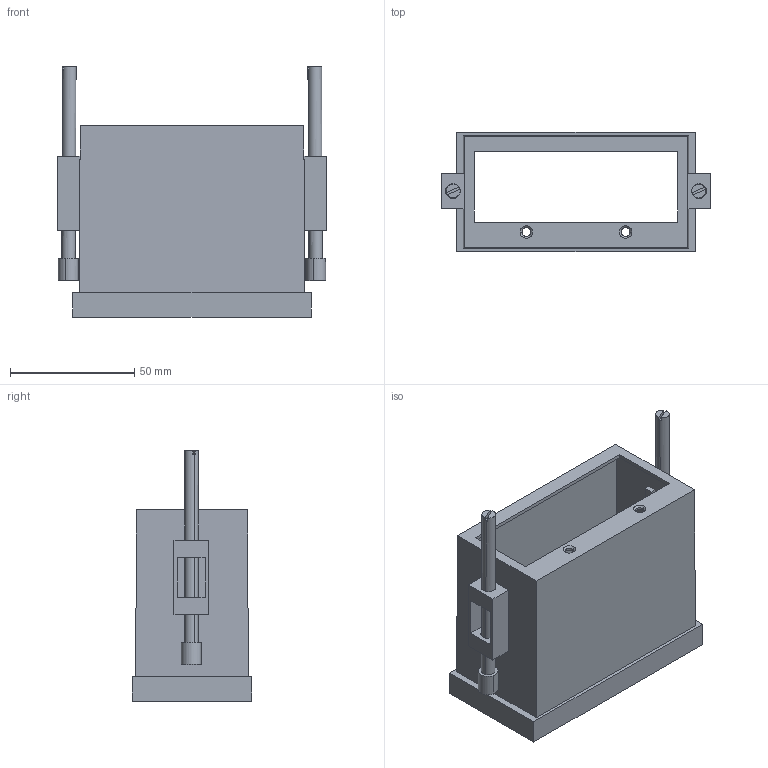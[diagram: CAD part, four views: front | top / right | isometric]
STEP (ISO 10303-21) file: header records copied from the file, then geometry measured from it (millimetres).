
FILE_DESCRIPTION (( 'STEP AP214' ), '1' );
FILE_NAME ('IC-165-02.STEP', '2022-01-24T10:16:39', ( '' ), ( '' ), 'SwSTEP 2.0', 'SolidWorks 2017', '' );
FILE_SCHEMA (( 'AUTOMOTIVE_DESIGN' ));
Length unit declared in the file: millimetre
Products named in the file (13): Clamp-Plastic-1; Clamp-Plastic-2; IC-165-02; Clamp-Metal-065; Case IC-165; Clamp-065
Assembly tree (6 placements, depth 3):
  Clamp-Plastic-1
  Clamp-Plastic-2
  IC-165-02
    Case IC-165
    Clamp-065  x2
      Clamp-Plastic-1
      Clamp-Metal-065
      Clamp-Plastic-2
  Clamp-Plastic-1
  Clamp-Plastic-2
Bounding box: 108.39 x 48 x 100.83 mm (x, y, z)
Volume: 55193.4 mm3; surface area: 53059.1 mm2
Topology: 7 solids, 7 shells, 131 faces, 332 edges, 220 vertices
Faces by surface type: plane 103, cylinder 24, cone 4
Entity records: 3051 total; most frequent: CARTESIAN_POINT 483, DIRECTION 468, ORIENTED_EDGE 460, EDGE_CURVE 230, VECTOR 194, LINE 194, VERTEX_POINT 152, AXIS2_PLACEMENT_3D 137
